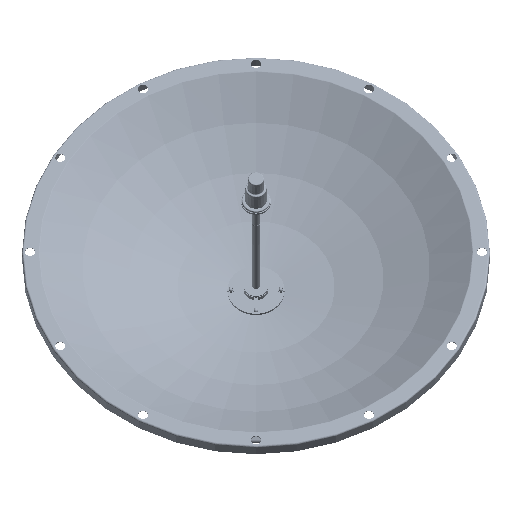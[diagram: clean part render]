
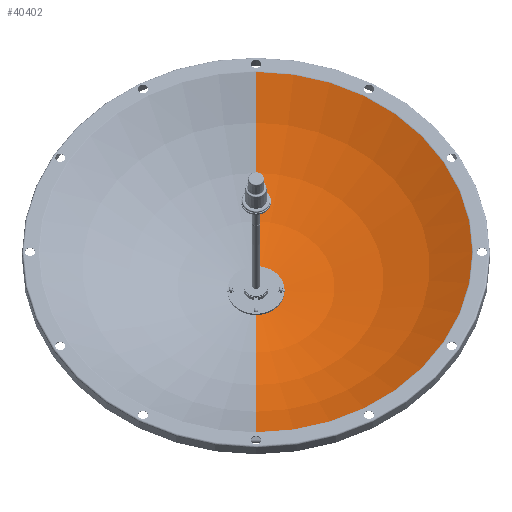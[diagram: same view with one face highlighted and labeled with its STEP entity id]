
A CAD part, top view. The second image highlights one B-rep face of the part: STEP entity #40402.
In plain terms, the highlighted toroidal (fillet/blend) face has major radius 0 mm and minor radius 502.192 mm.
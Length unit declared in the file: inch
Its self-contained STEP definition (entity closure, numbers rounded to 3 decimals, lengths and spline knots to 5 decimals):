
#36246 = CARTESIAN_POINT ( 'NONE',  ( 0., 3.87816, 1.5625 ) ) ;
#36296 = CARTESIAN_POINT ( 'NONE',  ( 0., 3.87816, -1.5625 ) ) ;
#37452 = CARTESIAN_POINT ( 'NONE',  ( 0., 0.01983, 11.8172 ) ) ;
#37608 = DIRECTION ( 'NONE',  ( 0., 0., -1. ) ) ;
#37609 = DIRECTION ( 'NONE',  ( 0., -1., 0. ) ) ;
#37610 = AXIS2_PLACEMENT_3D ( 'NONE', #37618, #37609, #37608 ) ;
#37613 = DIRECTION ( 'NONE',  ( 0., 0., -1. ) ) ;
#37614 = DIRECTION ( 'NONE',  ( 1., 0., 0. ) ) ;
#37615 = AXIS2_PLACEMENT_3D ( 'NONE', #37631, #37614, #37613 ) ;
#37618 = CARTESIAN_POINT ( 'NONE',  ( 0., 0.01983, 0. ) ) ;
#37620 = DIRECTION ( 'NONE',  ( 0., 0., 1. ) ) ;
#37621 = DIRECTION ( 'NONE',  ( -1., 0., 0. ) ) ;
#37622 = AXIS2_PLACEMENT_3D ( 'NONE', #37628, #37621, #37620 ) ;
#37624 = CIRCLE ( 'NONE', #37610, 11.8172 ) ;
#37625 = DIRECTION ( 'NONE',  ( 0., 0., -1. ) ) ;
#37626 = DIRECTION ( 'NONE',  ( 0., -1., 0. ) ) ;
#37627 = CARTESIAN_POINT ( 'NONE',  ( 0., -15.83132, 0. ) ) ;
#37628 = CARTESIAN_POINT ( 'NONE',  ( 0., -15.83132, 0. ) ) ;
#37631 = CARTESIAN_POINT ( 'NONE',  ( 0., -15.83132, 0. ) ) ;
#37632 = CIRCLE ( 'NONE', #37615, 19.77132 ) ;
#37633 = AXIS2_PLACEMENT_3D ( 'NONE', #37627, #37626, #37625 ) ;
#37634 = CIRCLE ( 'NONE', #37622, 19.77132 ) ;
#37635 = TOROIDAL_SURFACE ( 'NONE', #37633, 0., 19.77132 ) ;
#37636 = FACE_OUTER_BOUND ( 'NONE', #40689, .T. ) ;
#37697 = CARTESIAN_POINT ( 'NONE',  ( 0., 0.01983, -11.8172 ) ) ;
#37776 = DIRECTION ( 'NONE',  ( 0., 0., -1. ) ) ;
#37777 = DIRECTION ( 'NONE',  ( 0., 1., 0. ) ) ;
#37778 = CARTESIAN_POINT ( 'NONE',  ( 0., 3.87816, 0. ) ) ;
#37779 = AXIS2_PLACEMENT_3D ( 'NONE', #37778, #37777, #37776 ) ;
#37797 = CIRCLE ( 'NONE', #37779, 1.5625 ) ;
#38052 = VERTEX_POINT ( 'NONE', #36246 ) ;
#38077 = VERTEX_POINT ( 'NONE', #36296 ) ;
#40161 = VERTEX_POINT ( 'NONE', #37452 ) ;
#40402 = ADVANCED_FACE ( 'NONE', ( #37636 ), #37635, .F. ) ;
#40407 = EDGE_CURVE ( 'NONE', #38077, #40539, #37634, .T. ) ;
#40415 = ORIENTED_EDGE ( 'NONE', *, *, #40419, .T. ) ;
#40416 = ORIENTED_EDGE ( 'NONE', *, *, #40705, .T. ) ;
#40419 = EDGE_CURVE ( 'NONE', #38052, #40161, #37632, .T. ) ;
#40427 = EDGE_CURVE ( 'NONE', #40161, #40539, #37624, .T. ) ;
#40539 = VERTEX_POINT ( 'NONE', #37697 ) ;
#40689 = EDGE_LOOP ( 'NONE', ( #40416, #40415, #40877, #40839 ) ) ;
#40705 = EDGE_CURVE ( 'NONE', #38077, #38052, #37797, .T. ) ;
#40839 = ORIENTED_EDGE ( 'NONE', *, *, #40407, .F. ) ;
#40877 = ORIENTED_EDGE ( 'NONE', *, *, #40427, .T. ) ;
